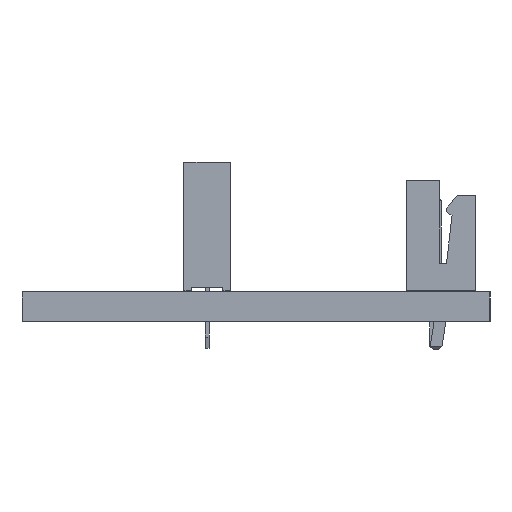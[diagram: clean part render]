
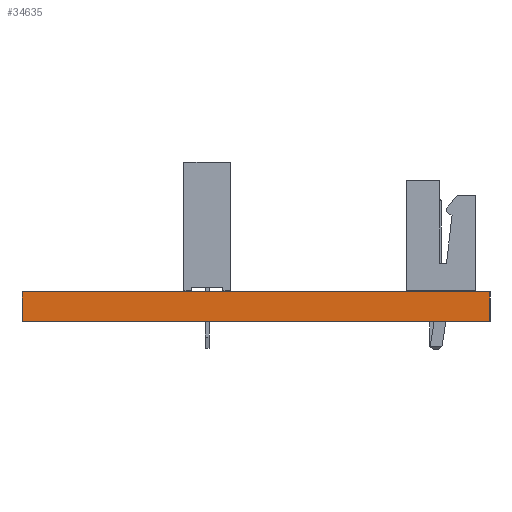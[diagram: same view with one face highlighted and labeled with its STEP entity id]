
A CAD part, left-side view. The second image highlights one B-rep face of the part: STEP entity #34635.
In plain terms, the highlighted planar face has unit normal (-1, 0, 0).
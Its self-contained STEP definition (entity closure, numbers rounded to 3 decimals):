
#32830 = PLANE('',#32831);
#32831 = AXIS2_PLACEMENT_3D('',#32832,#32833,#32834);
#32832 = CARTESIAN_POINT('',(63.128,-52.637,1.6));
#32833 = DIRECTION('',(0.,0.,-1.));
#32834 = DIRECTION('',(-1.,0.,0.));
#32889 = PLANE('',#32890);
#32890 = AXIS2_PLACEMENT_3D('',#32891,#32892,#32893);
#32891 = CARTESIAN_POINT('',(63.128,-52.637,0.));
#32892 = DIRECTION('',(0.,0.,-1.));
#32893 = DIRECTION('',(-1.,0.,0.));
#32948 = PLANE('',#32949);
#32949 = AXIS2_PLACEMENT_3D('',#32950,#32951,#32952);
#32950 = CARTESIAN_POINT('',(100.913,-42.904,0.));
#32951 = DIRECTION('',(0.,-1.,0.));
#32952 = DIRECTION('',(-1.,0.,0.));
#33170 = VERTEX_POINT('',#33171);
#33171 = CARTESIAN_POINT('',(30.203,-68.315,0.));
#33185 = PLANE('',#33186);
#33186 = AXIS2_PLACEMENT_3D('',#33187,#33188,#33189);
#33187 = CARTESIAN_POINT('',(30.203,-68.315,0.));
#33188 = DIRECTION('',(0.,1.,0.));
#33189 = DIRECTION('',(1.,0.,0.));
#33197 = EDGE_CURVE('',#33198,#33170,#33200,.T.);
#33198 = VERTEX_POINT('',#33199);
#33199 = CARTESIAN_POINT('',(30.203,-42.904,0.));
#33200 = SURFACE_CURVE('',#33201,(#33205,#33212),.PCURVE_S1.);
#33201 = LINE('',#33202,#33203);
#33202 = CARTESIAN_POINT('',(30.203,-42.904,0.));
#33203 = VECTOR('',#33204,1.);
#33204 = DIRECTION('',(0.,-1.,0.));
#33205 = PCURVE('',#32889,#33206);
#33206 = DEFINITIONAL_REPRESENTATION('',(#33207),#33211);
#33207 = LINE('',#33208,#33209);
#33208 = CARTESIAN_POINT('',(32.925,9.733));
#33209 = VECTOR('',#33210,1.);
#33210 = DIRECTION('',(0.,-1.));
#33211 = ( GEOMETRIC_REPRESENTATION_CONTEXT(2) 
PARAMETRIC_REPRESENTATION_CONTEXT() REPRESENTATION_CONTEXT('2D SPACE',''
  ) );
#33212 = PCURVE('',#33213,#33218);
#33213 = PLANE('',#33214);
#33214 = AXIS2_PLACEMENT_3D('',#33215,#33216,#33217);
#33215 = CARTESIAN_POINT('',(30.203,-42.904,0.));
#33216 = DIRECTION('',(1.,0.,0.));
#33217 = DIRECTION('',(0.,-1.,0.));
#33218 = DEFINITIONAL_REPRESENTATION('',(#33219),#33223);
#33219 = LINE('',#33220,#33221);
#33220 = CARTESIAN_POINT('',(0.,0.));
#33221 = VECTOR('',#33222,1.);
#33222 = DIRECTION('',(1.,0.));
#33223 = ( GEOMETRIC_REPRESENTATION_CONTEXT(2) 
PARAMETRIC_REPRESENTATION_CONTEXT() REPRESENTATION_CONTEXT('2D SPACE',''
  ) );
#33975 = VERTEX_POINT('',#33976);
#33976 = CARTESIAN_POINT('',(30.203,-68.315,1.6));
#33997 = EDGE_CURVE('',#33998,#33975,#34000,.T.);
#33998 = VERTEX_POINT('',#33999);
#33999 = CARTESIAN_POINT('',(30.203,-42.904,1.6));
#34000 = SURFACE_CURVE('',#34001,(#34005,#34012),.PCURVE_S1.);
#34001 = LINE('',#34002,#34003);
#34002 = CARTESIAN_POINT('',(30.203,-42.904,1.6));
#34003 = VECTOR('',#34004,1.);
#34004 = DIRECTION('',(0.,-1.,0.));
#34005 = PCURVE('',#32830,#34006);
#34006 = DEFINITIONAL_REPRESENTATION('',(#34007),#34011);
#34007 = LINE('',#34008,#34009);
#34008 = CARTESIAN_POINT('',(32.925,9.733));
#34009 = VECTOR('',#34010,1.);
#34010 = DIRECTION('',(0.,-1.));
#34011 = ( GEOMETRIC_REPRESENTATION_CONTEXT(2) 
PARAMETRIC_REPRESENTATION_CONTEXT() REPRESENTATION_CONTEXT('2D SPACE',''
  ) );
#34012 = PCURVE('',#33213,#34013);
#34013 = DEFINITIONAL_REPRESENTATION('',(#34014),#34018);
#34014 = LINE('',#34015,#34016);
#34015 = CARTESIAN_POINT('',(0.,-1.6));
#34016 = VECTOR('',#34017,1.);
#34017 = DIRECTION('',(1.,0.));
#34018 = ( GEOMETRIC_REPRESENTATION_CONTEXT(2) 
PARAMETRIC_REPRESENTATION_CONTEXT() REPRESENTATION_CONTEXT('2D SPACE',''
  ) );
#34587 = EDGE_CURVE('',#33198,#33998,#34588,.T.);
#34588 = SURFACE_CURVE('',#34589,(#34593,#34600),.PCURVE_S1.);
#34589 = LINE('',#34590,#34591);
#34590 = CARTESIAN_POINT('',(30.203,-42.904,0.));
#34591 = VECTOR('',#34592,1.);
#34592 = DIRECTION('',(0.,0.,1.));
#34593 = PCURVE('',#32948,#34594);
#34594 = DEFINITIONAL_REPRESENTATION('',(#34595),#34599);
#34595 = LINE('',#34596,#34597);
#34596 = CARTESIAN_POINT('',(70.71,0.));
#34597 = VECTOR('',#34598,1.);
#34598 = DIRECTION('',(0.,-1.));
#34599 = ( GEOMETRIC_REPRESENTATION_CONTEXT(2) 
PARAMETRIC_REPRESENTATION_CONTEXT() REPRESENTATION_CONTEXT('2D SPACE',''
  ) );
#34600 = PCURVE('',#33213,#34601);
#34601 = DEFINITIONAL_REPRESENTATION('',(#34602),#34606);
#34602 = LINE('',#34603,#34604);
#34603 = CARTESIAN_POINT('',(0.,0.));
#34604 = VECTOR('',#34605,1.);
#34605 = DIRECTION('',(0.,-1.));
#34606 = ( GEOMETRIC_REPRESENTATION_CONTEXT(2) 
PARAMETRIC_REPRESENTATION_CONTEXT() REPRESENTATION_CONTEXT('2D SPACE',''
  ) );
#34635 = ADVANCED_FACE('',(#34636),#33213,.F.);
#34636 = FACE_BOUND('',#34637,.F.);
#34637 = EDGE_LOOP('',(#34638,#34639,#34640,#34661));
#34638 = ORIENTED_EDGE('',*,*,#34587,.T.);
#34639 = ORIENTED_EDGE('',*,*,#33997,.T.);
#34640 = ORIENTED_EDGE('',*,*,#34641,.F.);
#34641 = EDGE_CURVE('',#33170,#33975,#34642,.T.);
#34642 = SURFACE_CURVE('',#34643,(#34647,#34654),.PCURVE_S1.);
#34643 = LINE('',#34644,#34645);
#34644 = CARTESIAN_POINT('',(30.203,-68.315,0.));
#34645 = VECTOR('',#34646,1.);
#34646 = DIRECTION('',(0.,0.,1.));
#34647 = PCURVE('',#33213,#34648);
#34648 = DEFINITIONAL_REPRESENTATION('',(#34649),#34653);
#34649 = LINE('',#34650,#34651);
#34650 = CARTESIAN_POINT('',(25.411,0.));
#34651 = VECTOR('',#34652,1.);
#34652 = DIRECTION('',(0.,-1.));
#34653 = ( GEOMETRIC_REPRESENTATION_CONTEXT(2) 
PARAMETRIC_REPRESENTATION_CONTEXT() REPRESENTATION_CONTEXT('2D SPACE',''
  ) );
#34654 = PCURVE('',#33185,#34655);
#34655 = DEFINITIONAL_REPRESENTATION('',(#34656),#34660);
#34656 = LINE('',#34657,#34658);
#34657 = CARTESIAN_POINT('',(0.,0.));
#34658 = VECTOR('',#34659,1.);
#34659 = DIRECTION('',(0.,-1.));
#34660 = ( GEOMETRIC_REPRESENTATION_CONTEXT(2) 
PARAMETRIC_REPRESENTATION_CONTEXT() REPRESENTATION_CONTEXT('2D SPACE',''
  ) );
#34661 = ORIENTED_EDGE('',*,*,#33197,.F.);
